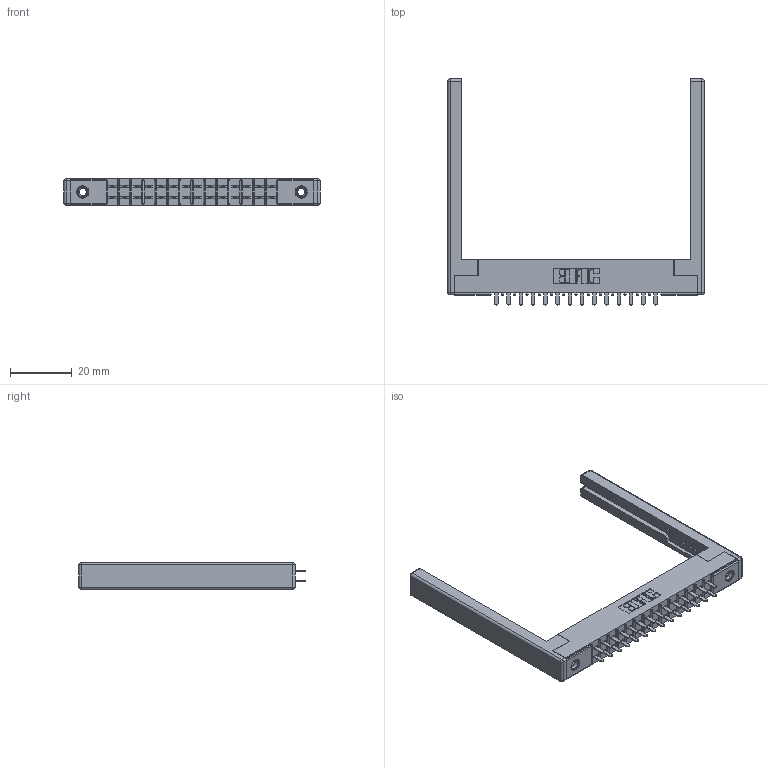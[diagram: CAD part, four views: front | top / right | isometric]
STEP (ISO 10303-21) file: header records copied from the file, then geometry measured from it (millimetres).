
FILE_DESCRIPTION (( 'STEP AP203' ), '1' );
FILE_NAME ('315-028-521-268.STEP', '2019-09-10T15:10:30', ( '' ), ( '' ), 'SwSTEP 2.0', 'SolidWorks 2016', '' );
FILE_SCHEMA (( 'CONFIG_CONTROL_DESIGN' ));
Length unit declared in the file: inch
Products named in the file (5): 315-028-521-268; 305 Part_.156 Dia; 307-220-068; 305-290-001_521; 345-250-001_345-250-001-102
Assembly tree (33 placements, depth 2):
  315-028-521-268
    305 Part_.156 Dia
    305-290-001_521  x28
    345-250-001_345-250-001-102  x2
    307-220-068  x2
Bounding box: 82.91 x 73.15 x 8.71 mm (x, y, z)
Volume: 9763.2 mm3; surface area: 13231.7 mm2
Topology: 33 solids, 33 shells, 1558 faces, 4388 edges, 2828 vertices
Faces by surface type: plane 912, cylinder 566, sphere 64, cone 12, torus 4
Entity records: 21206 total; most frequent: CARTESIAN_POINT 3481, ORIENTED_EDGE 3442, DIRECTION 3409, EDGE_CURVE 1721, LINE 1353, VECTOR 1353, VERTEX_POINT 1100, AXIS2_PLACEMENT_3D 1028
